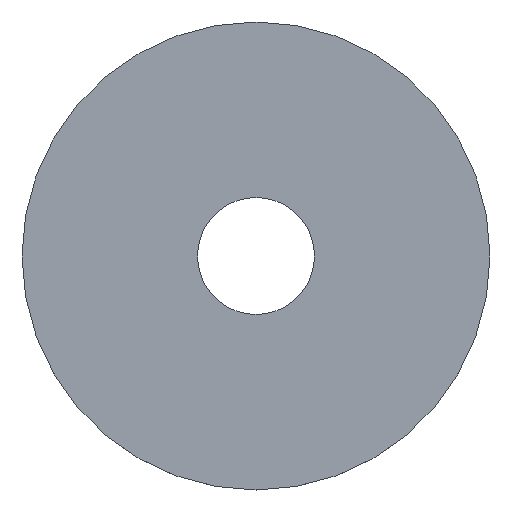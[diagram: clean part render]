
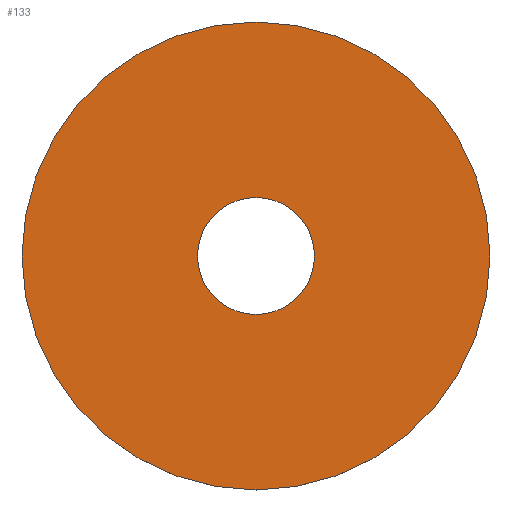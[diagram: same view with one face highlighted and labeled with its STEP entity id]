
A CAD part, top view. The second image highlights one B-rep face of the part: STEP entity #133.
In plain terms, the highlighted planar face has unit normal (0, 0, 1).
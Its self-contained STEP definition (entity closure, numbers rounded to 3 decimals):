
#8 = DIRECTION ( 'NONE',  ( 0., 0., -1. ) ) ;
#10 = DIRECTION ( 'NONE',  ( 0., 0., -1. ) ) ;
#11 = CIRCLE ( 'NONE', #132, 8.805 ) ;
#14 = ORIENTED_EDGE ( 'NONE', *, *, #131, .F. ) ;
#23 = CIRCLE ( 'NONE', #169, 2.2 ) ;
#26 = VERTEX_POINT ( 'NONE', #85 ) ;
#40 = AXIS2_PLACEMENT_3D ( 'NONE', #215, #140, #104 ) ;
#43 = FACE_BOUND ( 'NONE', #222, .T. ) ;
#52 = PLANE ( 'NONE',  #40 ) ;
#62 = CIRCLE ( 'NONE', #83, 2.2 ) ;
#63 = ORIENTED_EDGE ( 'NONE', *, *, #98, .F. ) ;
#67 = ORIENTED_EDGE ( 'NONE', *, *, #243, .T. ) ;
#77 = FACE_OUTER_BOUND ( 'NONE', #241, .T. ) ;
#83 = AXIS2_PLACEMENT_3D ( 'NONE', #198, #127, #101 ) ;
#85 = CARTESIAN_POINT ( 'NONE',  ( -8.805, -35., 25.8 ) ) ;
#87 = CARTESIAN_POINT ( 'NONE',  ( 2.2, -35., 25.8 ) ) ;
#97 = VERTEX_POINT ( 'NONE', #172 ) ;
#98 = EDGE_CURVE ( 'NONE', #249, #26, #11, .T. ) ;
#99 = VERTEX_POINT ( 'NONE', #87 ) ;
#101 = DIRECTION ( 'NONE',  ( -1., 0., 0. ) ) ;
#104 = DIRECTION ( 'NONE',  ( -1., 0., 0. ) ) ;
#117 = EDGE_CURVE ( 'NONE', #97, #99, #23, .T. ) ;
#120 = CIRCLE ( 'NONE', #186, 8.805 ) ;
#121 = CARTESIAN_POINT ( 'NONE',  ( 0., -35., 25.8 ) ) ;
#126 = DIRECTION ( 'NONE',  ( -1., 0., 0. ) ) ;
#127 = DIRECTION ( 'NONE',  ( 0., 0., -1. ) ) ;
#131 = EDGE_CURVE ( 'NONE', #26, #249, #120, .T. ) ;
#132 = AXIS2_PLACEMENT_3D ( 'NONE', #121, #8, #170 ) ;
#133 = ADVANCED_FACE ( 'NONE', ( #77, #43 ), #52, .F. ) ;
#134 = CARTESIAN_POINT ( 'NONE',  ( 0., -35., 25.8 ) ) ;
#140 = DIRECTION ( 'NONE',  ( 0., 0., -1. ) ) ;
#160 = DIRECTION ( 'NONE',  ( -1., 0., 0. ) ) ;
#169 = AXIS2_PLACEMENT_3D ( 'NONE', #134, #212, #160 ) ;
#170 = DIRECTION ( 'NONE',  ( -1., 0., 0. ) ) ;
#172 = CARTESIAN_POINT ( 'NONE',  ( -2.2, -35., 25.8 ) ) ;
#186 = AXIS2_PLACEMENT_3D ( 'NONE', #199, #10, #126 ) ;
#198 = CARTESIAN_POINT ( 'NONE',  ( 0., -35., 25.8 ) ) ;
#199 = CARTESIAN_POINT ( 'NONE',  ( 0., -35., 25.8 ) ) ;
#212 = DIRECTION ( 'NONE',  ( 0., 0., -1. ) ) ;
#214 = CARTESIAN_POINT ( 'NONE',  ( 8.805, -35., 25.8 ) ) ;
#215 = CARTESIAN_POINT ( 'NONE',  ( 0., -35., 25.8 ) ) ;
#222 = EDGE_LOOP ( 'NONE', ( #67, #228 ) ) ;
#228 = ORIENTED_EDGE ( 'NONE', *, *, #117, .T. ) ;
#241 = EDGE_LOOP ( 'NONE', ( #63, #14 ) ) ;
#243 = EDGE_CURVE ( 'NONE', #99, #97, #62, .T. ) ;
#249 = VERTEX_POINT ( 'NONE', #214 ) ;
